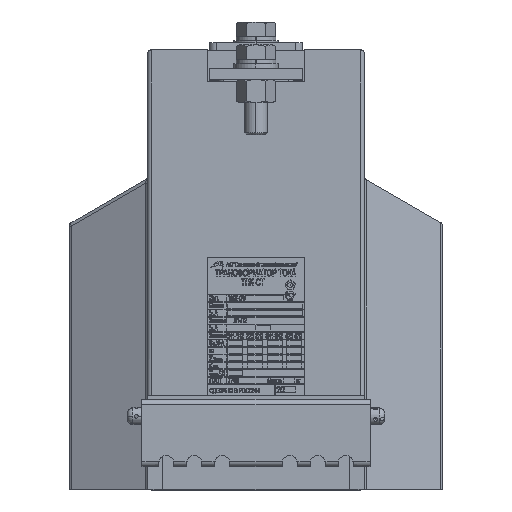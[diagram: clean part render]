
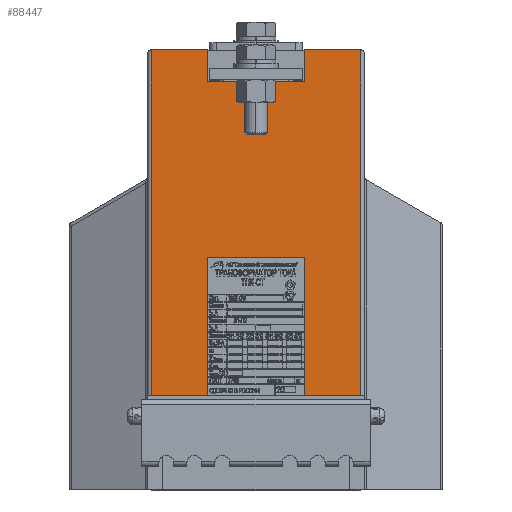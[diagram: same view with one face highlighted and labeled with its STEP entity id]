
A CAD part, top view. The second image highlights one B-rep face of the part: STEP entity #88447.
In plain terms, the highlighted planar face has unit normal (0, 0, 1).
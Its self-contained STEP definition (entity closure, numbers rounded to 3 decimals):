
#741 = ORIENTED_EDGE ( 'NONE', *, *, #19222, .F. ) ;
#4059 = VECTOR ( 'NONE', #35874, 1000. ) ;
#4284 = VECTOR ( 'NONE', #7897, 1000. ) ;
#7404 = LINE ( 'NONE', #172636, #83274 ) ;
#7613 = CARTESIAN_POINT ( 'NONE',  ( -56., 50., 130. ) ) ;
#7897 = DIRECTION ( 'NONE',  ( 0., 1., 0. ) ) ;
#13986 = DIRECTION ( 'NONE',  ( 1., 0., 0. ) ) ;
#17907 = AXIS2_PLACEMENT_3D ( 'NONE', #43904, #104912, #13986 ) ;
#19222 = EDGE_CURVE ( 'NONE', #30106, #196012, #170363, .T. ) ;
#25805 = CARTESIAN_POINT ( 'NONE',  ( -26., 218., 130. ) ) ;
#28556 = CARTESIAN_POINT ( 'NONE',  ( -56., 50., 130. ) ) ;
#30002 = EDGE_CURVE ( 'NONE', #140632, #119510, #193647, .T. ) ;
#30106 = VERTEX_POINT ( 'NONE', #169079 ) ;
#35253 = CARTESIAN_POINT ( 'NONE',  ( 26., 218., 130. ) ) ;
#35874 = DIRECTION ( 'NONE',  ( 1., 0., 0. ) ) ;
#38560 = VECTOR ( 'NONE', #176969, 1000. ) ;
#40016 = CARTESIAN_POINT ( 'NONE',  ( 56., 50., 130. ) ) ;
#43904 = CARTESIAN_POINT ( 'NONE',  ( 0., 0., 130. ) ) ;
#44674 = EDGE_CURVE ( 'NONE', #168814, #30106, #125073, .T. ) ;
#48043 = ORIENTED_EDGE ( 'NONE', *, *, #64941, .T. ) ;
#49564 = ORIENTED_EDGE ( 'NONE', *, *, #155453, .T. ) ;
#50054 = LINE ( 'NONE', #117836, #125987 ) ;
#59111 = PLANE ( 'NONE',  #17907 ) ;
#64941 = EDGE_CURVE ( 'NONE', #168814, #103790, #50054, .T. ) ;
#67007 = CARTESIAN_POINT ( 'NONE',  ( 56., 235., 130. ) ) ;
#69891 = ORIENTED_EDGE ( 'NONE', *, *, #129405, .T. ) ;
#70890 = CARTESIAN_POINT ( 'NONE',  ( 58., 235., 130. ) ) ;
#71096 = VECTOR ( 'NONE', #82231, 1000. ) ;
#82231 = DIRECTION ( 'NONE',  ( 0., 1., 0. ) ) ;
#83274 = VECTOR ( 'NONE', #156724, 1000. ) ;
#84532 = ORIENTED_EDGE ( 'NONE', *, *, #30002, .T. ) ;
#88447 = ADVANCED_FACE ( 'NONE', ( #120691 ), #59111, .T. ) ;
#92686 = VECTOR ( 'NONE', #150043, 1000. ) ;
#97637 = ORIENTED_EDGE ( 'NONE', *, *, #172646, .F. ) ;
#103790 = VERTEX_POINT ( 'NONE', #188686 ) ;
#104912 = DIRECTION ( 'NONE',  ( 0., 0., 1. ) ) ;
#117836 = CARTESIAN_POINT ( 'NONE',  ( -26., 218., 130. ) ) ;
#119510 = VERTEX_POINT ( 'NONE', #7613 ) ;
#120691 = FACE_OUTER_BOUND ( 'NONE', #128209, .T. ) ;
#121779 = VERTEX_POINT ( 'NONE', #40016 ) ;
#125073 = LINE ( 'NONE', #35253, #4059 ) ;
#125987 = VECTOR ( 'NONE', #194103, 1000. ) ;
#126903 = ORIENTED_EDGE ( 'NONE', *, *, #44674, .F. ) ;
#127282 = EDGE_CURVE ( 'NONE', #195325, #196012, #154851, .T. ) ;
#128209 = EDGE_LOOP ( 'NONE', ( #69891, #84532, #97637, #49564, #175634, #741, #126903, #48043 ) ) ;
#129405 = EDGE_CURVE ( 'NONE', #103790, #140632, #133037, .T. ) ;
#133037 = LINE ( 'NONE', #134791, #92686 ) ;
#134791 = CARTESIAN_POINT ( 'NONE',  ( 58., 235., 130. ) ) ;
#140632 = VERTEX_POINT ( 'NONE', #185945 ) ;
#150043 = DIRECTION ( 'NONE',  ( -1., 0., 0. ) ) ;
#153303 = VECTOR ( 'NONE', #163808, 1000. ) ;
#154851 = LINE ( 'NONE', #70890, #38560 ) ;
#155453 = EDGE_CURVE ( 'NONE', #121779, #195325, #187408, .T. ) ;
#156724 = DIRECTION ( 'NONE',  ( -1., 0., 0. ) ) ;
#163808 = DIRECTION ( 'NONE',  ( 0., -1., 0. ) ) ;
#166197 = CARTESIAN_POINT ( 'NONE',  ( 26., 235., 130. ) ) ;
#168814 = VERTEX_POINT ( 'NONE', #25805 ) ;
#169079 = CARTESIAN_POINT ( 'NONE',  ( 26., 218., 130. ) ) ;
#170363 = LINE ( 'NONE', #174251, #4284 ) ;
#172636 = CARTESIAN_POINT ( 'NONE',  ( -58., 50., 130. ) ) ;
#172646 = EDGE_CURVE ( 'NONE', #121779, #119510, #7404, .T. ) ;
#173193 = CARTESIAN_POINT ( 'NONE',  ( 56., 235., 130. ) ) ;
#174251 = CARTESIAN_POINT ( 'NONE',  ( 26., 218., 130. ) ) ;
#175634 = ORIENTED_EDGE ( 'NONE', *, *, #127282, .T. ) ;
#176969 = DIRECTION ( 'NONE',  ( -1., 0., 0. ) ) ;
#185945 = CARTESIAN_POINT ( 'NONE',  ( -56., 235., 130. ) ) ;
#187408 = LINE ( 'NONE', #67007, #71096 ) ;
#188686 = CARTESIAN_POINT ( 'NONE',  ( -26., 235., 130. ) ) ;
#193647 = LINE ( 'NONE', #28556, #153303 ) ;
#194103 = DIRECTION ( 'NONE',  ( 0., 1., 0. ) ) ;
#195325 = VERTEX_POINT ( 'NONE', #173193 ) ;
#196012 = VERTEX_POINT ( 'NONE', #166197 ) ;
